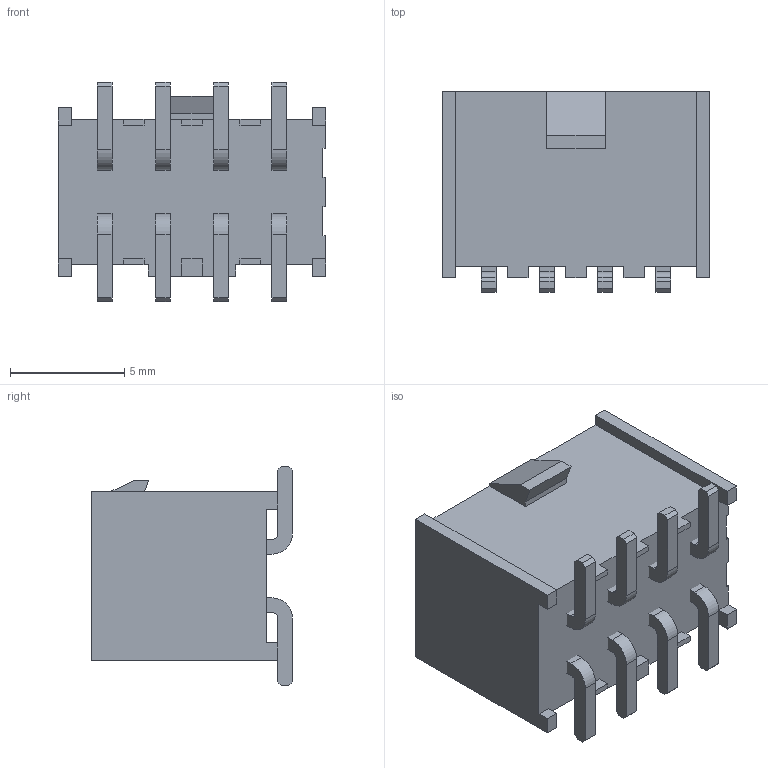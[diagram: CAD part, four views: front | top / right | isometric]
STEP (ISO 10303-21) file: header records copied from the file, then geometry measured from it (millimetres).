
FILE_DESCRIPTION( ( 'STEP AP214' ), '1' );
FILE_NAME( 'IPL1-104-02-L-D-K.stp', '2021-03-15T12:11:08', ( 'License CC BY-ND 4.0' ), ( 'CADENAS' ), ' ', 'PARTsolutions', ' ' );
FILE_SCHEMA( ( 'AUTOMOTIVE_DESIGN { 1 0 10303 214 1 1 1 1 }' ) );
Length unit declared in the file: inch
Products named in the file (3): IPL1-104-02-L-D-K; _IPL1-104-02-D-K_HDR; _T-1S64-02-04-D
Assembly tree (2 placements, depth 2):
  IPL1-104-02-L-D-K
    _IPL1-104-02-D-K_HDR
    _T-1S64-02-04-D
Bounding box: 11.68 x 8.76 x 9.58 mm (x, y, z)
Volume: 335.6 mm3; surface area: 1204.3 mm2
Topology: 2 solids, 2 shells, 256 faces, 750 edges, 500 vertices
Faces by surface type: plane 240, cylinder 16
Entity records: 10448 total; most frequent: CARTESIAN_POINT 1509, ORIENTED_EDGE 1500, DIRECTION 1300, EDGE_CURVE 750, LINE 718, VECTOR 718, VERTEX_POINT 500, AXIS2_PLACEMENT_3D 291
